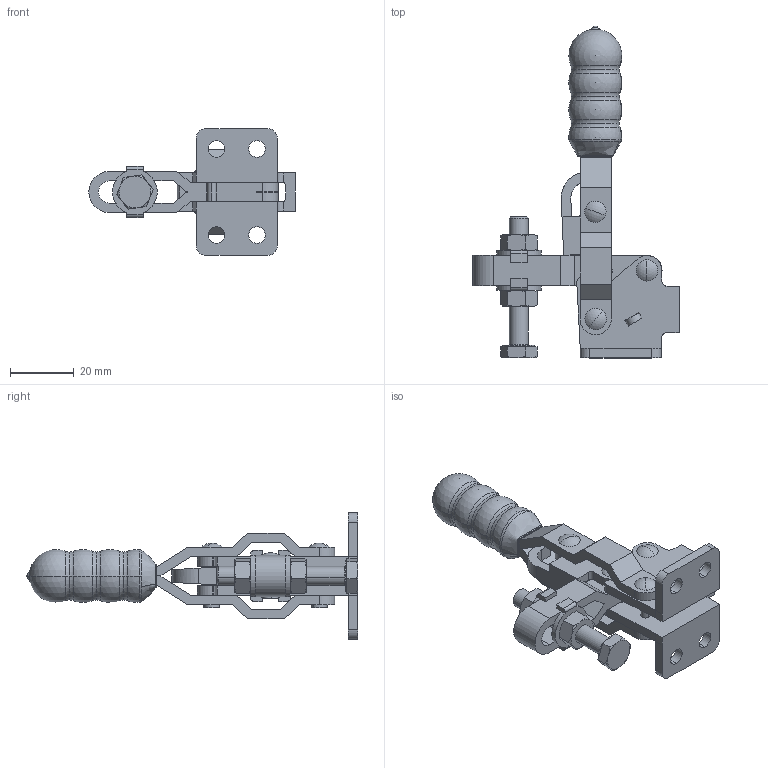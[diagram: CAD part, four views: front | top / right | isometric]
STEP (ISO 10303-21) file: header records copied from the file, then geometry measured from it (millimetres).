
FILE_DESCRIPTION (( 'STEP AP214' ), '1' );
FILE_NAME ('GH-12050-USS(Â²¤Æ).STEP', '2020-03-10T08:33:05', ( 'LinWei' ), ( '' ), 'SwSTEP 2.0', 'SolidWorks 2016', '' );
FILE_SCHEMA (( 'AUTOMOTIVE_DESIGN' ));
Length unit declared in the file: millimetre
Products named in the file (6): Group3^GH-12050-USS(簡化); Group2^GH-12050-USS(簡化); Group1^GH-12050-USS(簡化); 112505U08-1^GH-12050-USS(簡化); Group5^GH-12050-USS(簡化); GH-12050-USS(簡化)
Assembly tree (5 placements, depth 2):
  GH-12050-USS(簡化)
    Group5^GH-12050-USS(簡化)
    112505U08-1^GH-12050-USS(簡化)
    Group1^GH-12050-USS(簡化)
    Group2^GH-12050-USS(簡化)
    Group3^GH-12050-USS(簡化)
Bounding box: 64.65 x 104 x 39.7 mm (x, y, z)
Volume: 25989.7 mm3; surface area: 18237.3 mm2
Topology: 5 solids, 5 shells, 331 faces, 874 edges, 562 vertices
Faces by surface type: plane 151, cylinder 101, cone 33, sphere 18, torus 16, bspline 12
Entity records: 12811 total; most frequent: CARTESIAN_POINT 3052, DIRECTION 1719, ORIENTED_EDGE 1708, EDGE_CURVE 854, AXIS2_PLACEMENT_3D 639, VERTEX_POINT 550, LINE 441, VECTOR 441
